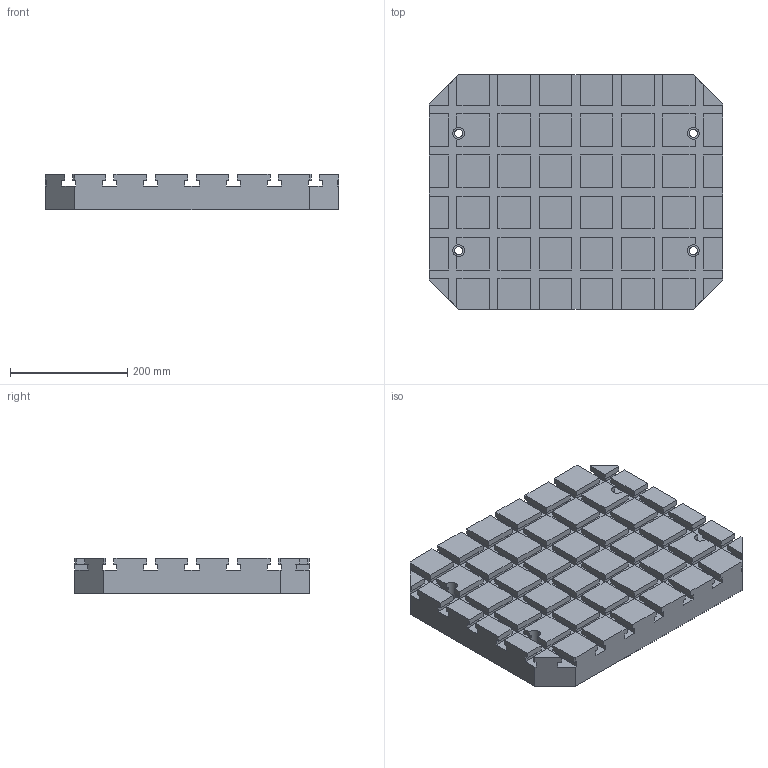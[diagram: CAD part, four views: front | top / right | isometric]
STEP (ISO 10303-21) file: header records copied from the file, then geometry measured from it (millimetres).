
FILE_DESCRIPTION(('STEP AP214'),'1');
FILE_NAME('halderv_eh_1103_300.stp','2017-02-01T10:58:34',('TraceParts'),('TraceParts S.A.'),'Spatial InterOp 3D',' ',' ');
FILE_SCHEMA(('automotive_design'));
Length unit declared in the file: millimetre
Products named in the file (1): 1
Bounding box: 500 x 400 x 60 mm (x, y, z)
Volume: 9880871 mm3; surface area: 728188.2 mm2
Topology: 1 solids, 1 shells, 476 faces, 1284 edges, 856 vertices
Faces by surface type: plane 456, cylinder 20
Entity records: 29212 total; most frequent: STYLED_ITEM 2617, PRESENTATION_STYLE_ASSIGNMENT 2617, CARTESIAN_POINT 2617, COLOUR_RGB 2617, ORIENTED_EDGE 2568, DIRECTION 2294, EDGE_CURVE 1284, CURVE_STYLE 1284
